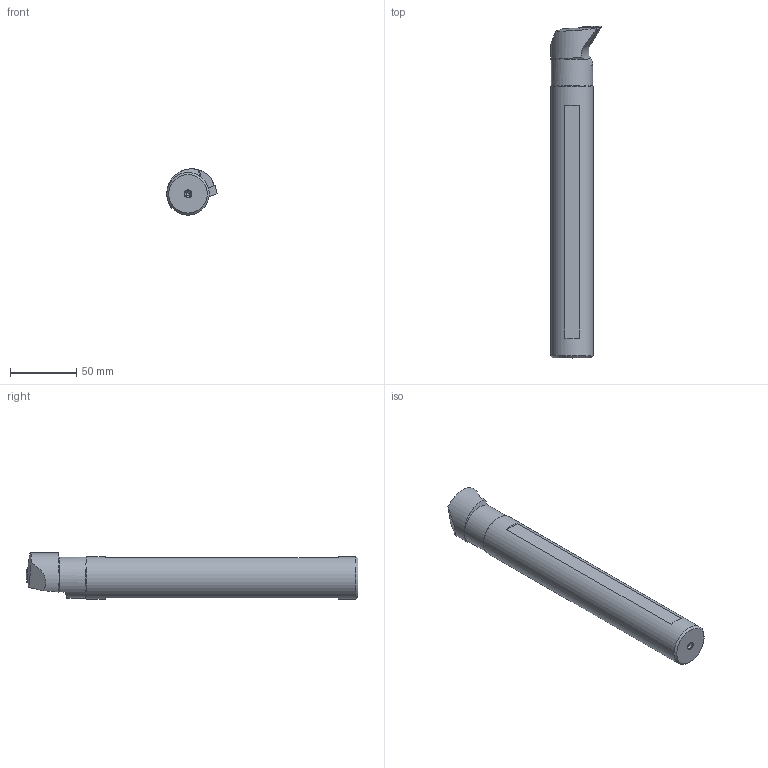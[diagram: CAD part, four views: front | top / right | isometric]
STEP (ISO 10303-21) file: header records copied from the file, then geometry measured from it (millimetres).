
FILE_DESCRIPTION(/* description */ (''),/* implementation_level */ '2;1');
FILE_NAME(/* name */ 'A32S-PDUNR15.stp',/* time_stamp */ '2023-01-13T08:32:18+01:00',/* author */ (''),/* organization */ (''),/* preprocessor_version */ 'ST-DEVELOPER v16.7',/* originating_system */ 'SIEMENS PLM Software NX 12.0',/* authorisation */ '');
FILE_SCHEMA (('AUTOMOTIVE_DESIGN { 1 0 10303 214 3 1 1 1 }'));
Length unit declared in the file: millimetre
Products named in the file (1): kl624154ADBEeuol
Bounding box: 37.98 x 250 x 34.76 mm (x, y, z)
Volume: 190238.2 mm3; surface area: 27117.4 mm2
Topology: 2 solids, 2 shells, 48 faces, 120 edges, 78 vertices
Faces by surface type: plane 29, cylinder 12, cone 7
Full cylindrical faces by diameter (mm): 3 x1, 5 x1, 31 x1, 32 x1
Entity records: 1406 total; most frequent: CARTESIAN_POINT 252, DIRECTION 238, ORIENTED_EDGE 212, EDGE_CURVE 106, AXIS2_PLACEMENT_3D 88, VERTEX_POINT 75, EDGE_LOOP 62, LINE 62
